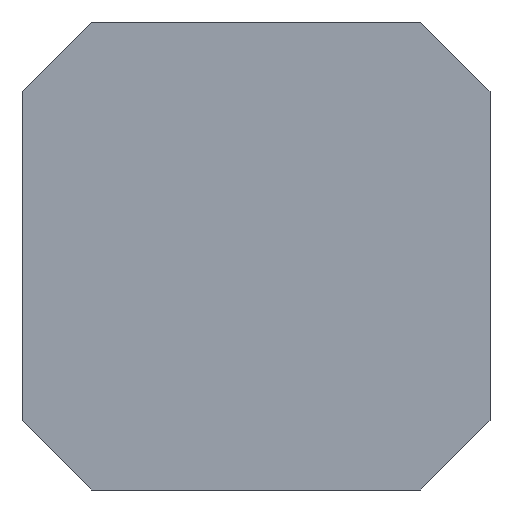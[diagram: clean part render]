
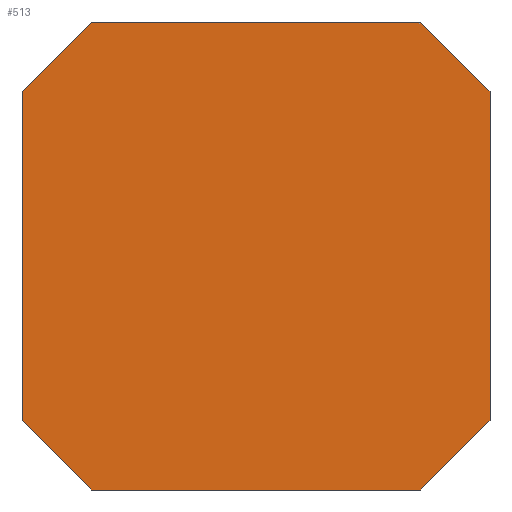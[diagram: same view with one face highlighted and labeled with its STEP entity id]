
A CAD part, front view. The second image highlights one B-rep face of the part: STEP entity #513.
In plain terms, the highlighted planar face has unit normal (0, -1, 0).
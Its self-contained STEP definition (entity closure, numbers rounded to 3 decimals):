
#27=FACE_OUTER_BOUND('',#53,.T.);
#53=EDGE_LOOP('',(#411,#412,#413,#414,#415,#416,#417,#418));
#83=LINE('',#727,#155);
#93=LINE('',#746,#165);
#103=LINE('',#765,#175);
#113=LINE('',#784,#185);
#123=LINE('',#801,#195);
#124=LINE('',#803,#196);
#125=LINE('',#805,#197);
#126=LINE('',#807,#198);
#155=VECTOR('',#589,1.);
#165=VECTOR('',#601,1.);
#175=VECTOR('',#613,1.);
#185=VECTOR('',#625,1.);
#195=VECTOR('',#637,1.);
#196=VECTOR('',#640,1.);
#197=VECTOR('',#643,1.);
#198=VECTOR('',#646,1.);
#227=VERTEX_POINT('',#725);
#228=VERTEX_POINT('',#726);
#235=VERTEX_POINT('',#744);
#236=VERTEX_POINT('',#745);
#243=VERTEX_POINT('',#763);
#244=VERTEX_POINT('',#764);
#251=VERTEX_POINT('',#782);
#252=VERTEX_POINT('',#783);
#275=EDGE_CURVE('',#227,#228,#83,.T.);
#285=EDGE_CURVE('',#235,#236,#93,.T.);
#295=EDGE_CURVE('',#243,#244,#103,.T.);
#305=EDGE_CURVE('',#251,#252,#113,.T.);
#315=EDGE_CURVE('',#244,#251,#123,.T.);
#316=EDGE_CURVE('',#252,#227,#124,.T.);
#317=EDGE_CURVE('',#228,#235,#125,.T.);
#318=EDGE_CURVE('',#236,#243,#126,.T.);
#411=ORIENTED_EDGE('',*,*,#316,.T.);
#412=ORIENTED_EDGE('',*,*,#275,.T.);
#413=ORIENTED_EDGE('',*,*,#317,.T.);
#414=ORIENTED_EDGE('',*,*,#285,.T.);
#415=ORIENTED_EDGE('',*,*,#318,.T.);
#416=ORIENTED_EDGE('',*,*,#295,.T.);
#417=ORIENTED_EDGE('',*,*,#315,.T.);
#418=ORIENTED_EDGE('',*,*,#305,.T.);
#487=PLANE('',#547);
#513=ADVANCED_FACE('',(#27),#487,.F.);
#547=AXIS2_PLACEMENT_3D('',#808,#647,#648);
#589=DIRECTION('',(-1.,0.,0.));
#601=DIRECTION('',(0.,0.,-1.));
#613=DIRECTION('',(1.,0.,0.));
#625=DIRECTION('',(0.,0.,1.));
#637=DIRECTION('',(0.707,0.,0.707));
#640=DIRECTION('',(-0.707,0.,0.707));
#643=DIRECTION('',(-0.707,0.,-0.707));
#646=DIRECTION('',(0.707,0.,-0.707));
#647=DIRECTION('center_axis',(0.,1.,0.));
#648=DIRECTION('ref_axis',(0.,0.,1.));
#725=CARTESIAN_POINT('',(354.5,68.,742.5));
#726=CARTESIAN_POINT('',(245.5,68.,742.5));
#727=CARTESIAN_POINT('',(354.5,68.,742.5));
#744=CARTESIAN_POINT('',(222.5,68.,719.5));
#745=CARTESIAN_POINT('',(222.5,68.,610.5));
#746=CARTESIAN_POINT('',(222.5,68.,719.5));
#763=CARTESIAN_POINT('',(245.5,68.,587.5));
#764=CARTESIAN_POINT('',(354.5,68.,587.5));
#765=CARTESIAN_POINT('',(245.5,68.,587.5));
#782=CARTESIAN_POINT('',(377.5,68.,610.5));
#783=CARTESIAN_POINT('',(377.5,68.,719.5));
#784=CARTESIAN_POINT('',(377.5,68.,610.5));
#801=CARTESIAN_POINT('',(354.5,68.,587.5));
#803=CARTESIAN_POINT('',(377.5,68.,719.5));
#805=CARTESIAN_POINT('',(245.5,68.,742.5));
#807=CARTESIAN_POINT('',(222.5,68.,610.5));
#808=CARTESIAN_POINT('Origin',(214.75,68.,579.75));
